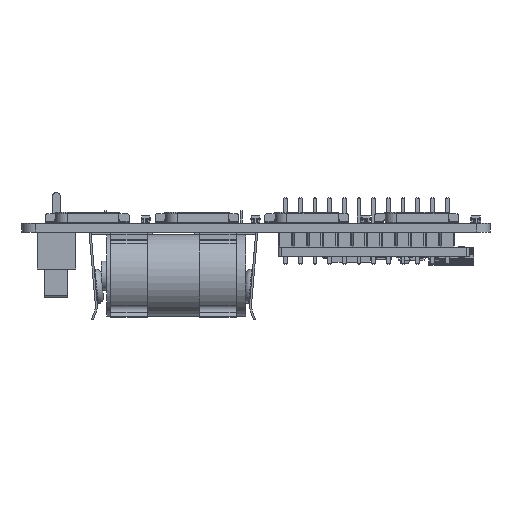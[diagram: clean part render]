
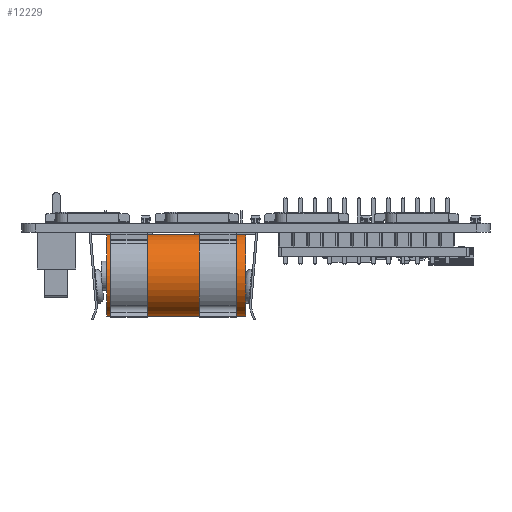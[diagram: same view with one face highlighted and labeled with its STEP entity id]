
A CAD part, front view. The second image highlights one B-rep face of the part: STEP entity #12229.
In plain terms, the highlighted cylindrical face has radius 7.1 mm (diameter 14.2 mm), a full revolution.
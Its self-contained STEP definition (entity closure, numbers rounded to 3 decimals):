
#12229 = ADVANCED_FACE('',(#12230),#12257,.T.);
#12230 = FACE_BOUND('',#12231,.T.);
#12231 = EDGE_LOOP('',(#12232,#12241,#12249,#12256));
#12232 = ORIENTED_EDGE('',*,*,#12233,.T.);
#12233 = EDGE_CURVE('',#12234,#12234,#12236,.T.);
#12234 = VERTEX_POINT('',#12235);
#12235 = CARTESIAN_POINT('',(0.,7.1,7.45));
#12236 = CIRCLE('',#12237,7.1);
#12237 = AXIS2_PLACEMENT_3D('',#12238,#12239,#12240);
#12238 = CARTESIAN_POINT('',(0.,0.,7.45));
#12239 = DIRECTION('',(1.,0.,0.));
#12240 = DIRECTION('',(0.,1.,0.));
#12241 = ORIENTED_EDGE('',*,*,#12242,.T.);
#12242 = EDGE_CURVE('',#12234,#12243,#12245,.T.);
#12243 = VERTEX_POINT('',#12244);
#12244 = CARTESIAN_POINT('',(24.,7.1,7.45));
#12245 = LINE('',#12246,#12247);
#12246 = CARTESIAN_POINT('',(0.,7.1,7.45));
#12247 = VECTOR('',#12248,1.);
#12248 = DIRECTION('',(1.,0.,0.));
#12249 = ORIENTED_EDGE('',*,*,#12250,.F.);
#12250 = EDGE_CURVE('',#12243,#12243,#12251,.T.);
#12251 = CIRCLE('',#12252,7.1);
#12252 = AXIS2_PLACEMENT_3D('',#12253,#12254,#12255);
#12253 = CARTESIAN_POINT('',(24.,0.,7.45));
#12254 = DIRECTION('',(1.,0.,0.));
#12255 = DIRECTION('',(0.,1.,0.));
#12256 = ORIENTED_EDGE('',*,*,#12242,.F.);
#12257 = CYLINDRICAL_SURFACE('',#12258,7.1);
#12258 = AXIS2_PLACEMENT_3D('',#12259,#12260,#12261);
#12259 = CARTESIAN_POINT('',(0.,0.,7.45));
#12260 = DIRECTION('',(-1.,0.,0.));
#12261 = DIRECTION('',(0.,1.,0.));
